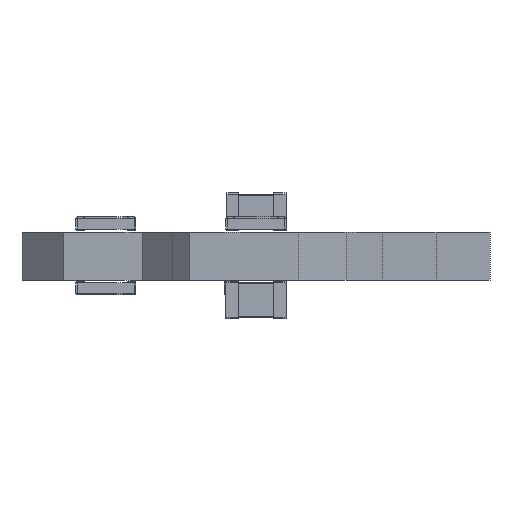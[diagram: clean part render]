
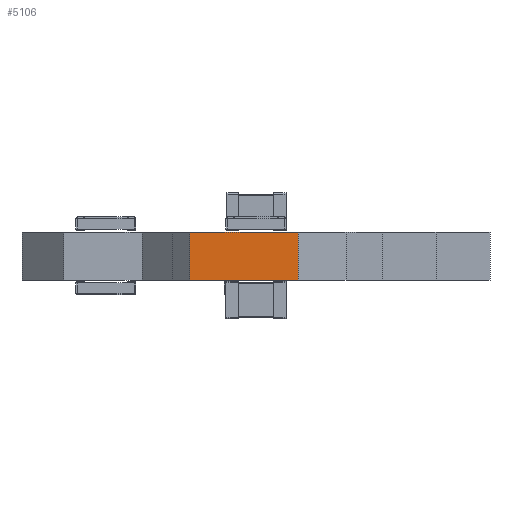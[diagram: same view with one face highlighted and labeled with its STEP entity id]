
A CAD part, left-side view. The second image highlights one B-rep face of the part: STEP entity #5106.
In plain terms, the highlighted planar face has unit normal (-1, 0, 0).
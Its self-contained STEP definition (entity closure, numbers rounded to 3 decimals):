
#4053 = PLANE('',#4054);
#4054 = AXIS2_PLACEMENT_3D('',#4055,#4056,#4057);
#4055 = CARTESIAN_POINT('',(109.999,-115.201,1.6));
#4056 = DIRECTION('',(0.,0.,-1.));
#4057 = DIRECTION('',(-1.,0.,0.));
#4107 = PLANE('',#4108);
#4108 = AXIS2_PLACEMENT_3D('',#4109,#4110,#4111);
#4109 = CARTESIAN_POINT('',(109.999,-115.201,0.));
#4110 = DIRECTION('',(0.,0.,-1.));
#4111 = DIRECTION('',(-1.,0.,0.));
#4998 = PLANE('',#4999);
#4999 = AXIS2_PLACEMENT_3D('',#5000,#5001,#5002);
#5000 = CARTESIAN_POINT('',(100.2,-117.,0.));
#5001 = DIRECTION('',(-0.707,-0.707,0.));
#5002 = DIRECTION('',(-0.707,0.707,0.));
#5036 = VERTEX_POINT('',#5037);
#5037 = CARTESIAN_POINT('',(98.6,-115.4,1.6));
#5058 = EDGE_CURVE('',#5059,#5036,#5061,.T.);
#5059 = VERTEX_POINT('',#5060);
#5060 = CARTESIAN_POINT('',(98.6,-115.4,0.));
#5061 = SURFACE_CURVE('',#5062,(#5066,#5073),.PCURVE_S1.);
#5062 = LINE('',#5063,#5064);
#5063 = CARTESIAN_POINT('',(98.6,-115.4,0.));
#5064 = VECTOR('',#5065,1.);
#5065 = DIRECTION('',(0.,0.,1.));
#5066 = PCURVE('',#4998,#5067);
#5067 = DEFINITIONAL_REPRESENTATION('',(#5068),#5072);
#5068 = LINE('',#5069,#5070);
#5069 = CARTESIAN_POINT('',(2.263,0.));
#5070 = VECTOR('',#5071,1.);
#5071 = DIRECTION('',(0.,-1.));
#5072 = ( GEOMETRIC_REPRESENTATION_CONTEXT(2) 
PARAMETRIC_REPRESENTATION_CONTEXT() REPRESENTATION_CONTEXT('2D SPACE',''
  ) );
#5073 = PCURVE('',#5074,#5079);
#5074 = PLANE('',#5075);
#5075 = AXIS2_PLACEMENT_3D('',#5076,#5077,#5078);
#5076 = CARTESIAN_POINT('',(98.6,-115.4,0.));
#5077 = DIRECTION('',(-1.,0.,0.));
#5078 = DIRECTION('',(0.,1.,0.));
#5079 = DEFINITIONAL_REPRESENTATION('',(#5080),#5084);
#5080 = LINE('',#5081,#5082);
#5081 = CARTESIAN_POINT('',(0.,0.));
#5082 = VECTOR('',#5083,1.);
#5083 = DIRECTION('',(0.,-1.));
#5084 = ( GEOMETRIC_REPRESENTATION_CONTEXT(2) 
PARAMETRIC_REPRESENTATION_CONTEXT() REPRESENTATION_CONTEXT('2D SPACE',''
  ) );
#5106 = ADVANCED_FACE('',(#5107),#5074,.T.);
#5107 = FACE_BOUND('',#5108,.T.);
#5108 = EDGE_LOOP('',(#5109,#5110,#5133,#5161));
#5109 = ORIENTED_EDGE('',*,*,#5058,.T.);
#5110 = ORIENTED_EDGE('',*,*,#5111,.T.);
#5111 = EDGE_CURVE('',#5036,#5112,#5114,.T.);
#5112 = VERTEX_POINT('',#5113);
#5113 = CARTESIAN_POINT('',(98.6,-111.8,1.6));
#5114 = SURFACE_CURVE('',#5115,(#5119,#5126),.PCURVE_S1.);
#5115 = LINE('',#5116,#5117);
#5116 = CARTESIAN_POINT('',(98.6,-115.4,1.6));
#5117 = VECTOR('',#5118,1.);
#5118 = DIRECTION('',(0.,1.,0.));
#5119 = PCURVE('',#5074,#5120);
#5120 = DEFINITIONAL_REPRESENTATION('',(#5121),#5125);
#5121 = LINE('',#5122,#5123);
#5122 = CARTESIAN_POINT('',(0.,-1.6));
#5123 = VECTOR('',#5124,1.);
#5124 = DIRECTION('',(1.,0.));
#5125 = ( GEOMETRIC_REPRESENTATION_CONTEXT(2) 
PARAMETRIC_REPRESENTATION_CONTEXT() REPRESENTATION_CONTEXT('2D SPACE',''
  ) );
#5126 = PCURVE('',#4053,#5127);
#5127 = DEFINITIONAL_REPRESENTATION('',(#5128),#5132);
#5128 = LINE('',#5129,#5130);
#5129 = CARTESIAN_POINT('',(11.399,-0.199));
#5130 = VECTOR('',#5131,1.);
#5131 = DIRECTION('',(0.,1.));
#5132 = ( GEOMETRIC_REPRESENTATION_CONTEXT(2) 
PARAMETRIC_REPRESENTATION_CONTEXT() REPRESENTATION_CONTEXT('2D SPACE',''
  ) );
#5133 = ORIENTED_EDGE('',*,*,#5134,.F.);
#5134 = EDGE_CURVE('',#5135,#5112,#5137,.T.);
#5135 = VERTEX_POINT('',#5136);
#5136 = CARTESIAN_POINT('',(98.6,-111.8,0.));
#5137 = SURFACE_CURVE('',#5138,(#5142,#5149),.PCURVE_S1.);
#5138 = LINE('',#5139,#5140);
#5139 = CARTESIAN_POINT('',(98.6,-111.8,0.));
#5140 = VECTOR('',#5141,1.);
#5141 = DIRECTION('',(0.,0.,1.));
#5142 = PCURVE('',#5074,#5143);
#5143 = DEFINITIONAL_REPRESENTATION('',(#5144),#5148);
#5144 = LINE('',#5145,#5146);
#5145 = CARTESIAN_POINT('',(3.6,0.));
#5146 = VECTOR('',#5147,1.);
#5147 = DIRECTION('',(0.,-1.));
#5148 = ( GEOMETRIC_REPRESENTATION_CONTEXT(2) 
PARAMETRIC_REPRESENTATION_CONTEXT() REPRESENTATION_CONTEXT('2D SPACE',''
  ) );
#5149 = PCURVE('',#5150,#5155);
#5150 = PLANE('',#5151);
#5151 = AXIS2_PLACEMENT_3D('',#5152,#5153,#5154);
#5152 = CARTESIAN_POINT('',(98.6,-111.8,0.));
#5153 = DIRECTION('',(-0.707,0.707,0.));
#5154 = DIRECTION('',(0.707,0.707,0.));
#5155 = DEFINITIONAL_REPRESENTATION('',(#5156),#5160);
#5156 = LINE('',#5157,#5158);
#5157 = CARTESIAN_POINT('',(0.,0.));
#5158 = VECTOR('',#5159,1.);
#5159 = DIRECTION('',(0.,-1.));
#5160 = ( GEOMETRIC_REPRESENTATION_CONTEXT(2) 
PARAMETRIC_REPRESENTATION_CONTEXT() REPRESENTATION_CONTEXT('2D SPACE',''
  ) );
#5161 = ORIENTED_EDGE('',*,*,#5162,.F.);
#5162 = EDGE_CURVE('',#5059,#5135,#5163,.T.);
#5163 = SURFACE_CURVE('',#5164,(#5168,#5175),.PCURVE_S1.);
#5164 = LINE('',#5165,#5166);
#5165 = CARTESIAN_POINT('',(98.6,-115.4,0.));
#5166 = VECTOR('',#5167,1.);
#5167 = DIRECTION('',(0.,1.,0.));
#5168 = PCURVE('',#5074,#5169);
#5169 = DEFINITIONAL_REPRESENTATION('',(#5170),#5174);
#5170 = LINE('',#5171,#5172);
#5171 = CARTESIAN_POINT('',(0.,0.));
#5172 = VECTOR('',#5173,1.);
#5173 = DIRECTION('',(1.,0.));
#5174 = ( GEOMETRIC_REPRESENTATION_CONTEXT(2) 
PARAMETRIC_REPRESENTATION_CONTEXT() REPRESENTATION_CONTEXT('2D SPACE',''
  ) );
#5175 = PCURVE('',#4107,#5176);
#5176 = DEFINITIONAL_REPRESENTATION('',(#5177),#5181);
#5177 = LINE('',#5178,#5179);
#5178 = CARTESIAN_POINT('',(11.399,-0.199));
#5179 = VECTOR('',#5180,1.);
#5180 = DIRECTION('',(0.,1.));
#5181 = ( GEOMETRIC_REPRESENTATION_CONTEXT(2) 
PARAMETRIC_REPRESENTATION_CONTEXT() REPRESENTATION_CONTEXT('2D SPACE',''
  ) );
